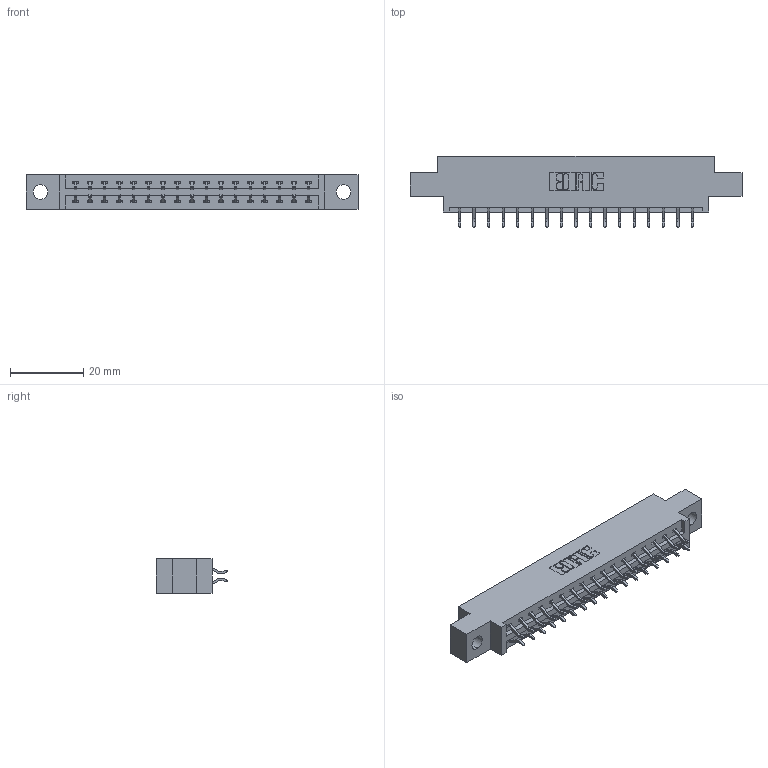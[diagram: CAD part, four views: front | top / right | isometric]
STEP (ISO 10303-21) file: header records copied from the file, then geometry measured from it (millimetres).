
FILE_DESCRIPTION (( 'STEP AP203' ), '1' );
FILE_NAME ('387-034-556-804.STEP', '2018-09-18T21:16:45', ( '' ), ( '' ), 'SwSTEP 2.0', 'SolidWorks 2016', '' );
FILE_SCHEMA (( 'CONFIG_CONTROL_DESIGN' ));
Length unit declared in the file: inch
Products named in the file (3): 337 Part_0.170 Offset - 0.156 Dia-TH; 345-292-001_556 Tail; 387-034-556-804
Assembly tree (35 placements, depth 2):
  387-034-556-804
    337 Part_0.170 Offset - 0.156 Dia-TH
    345-292-001_556 Tail  x34
Bounding box: 90.37 x 19.57 x 9.4 mm (x, y, z)
Volume: 8984.8 mm3; surface area: 9783.8 mm2
Topology: 35 solids, 35 shells, 2158 faces, 6409 edges, 4226 vertices
Faces by surface type: plane 1502, cylinder 656
Entity records: 16769 total; most frequent: CARTESIAN_POINT 2862, ORIENTED_EDGE 2786, DIRECTION 2469, EDGE_CURVE 1393, LINE 1257, VECTOR 1257, VERTEX_POINT 926, AXIS2_PLACEMENT_3D 606
